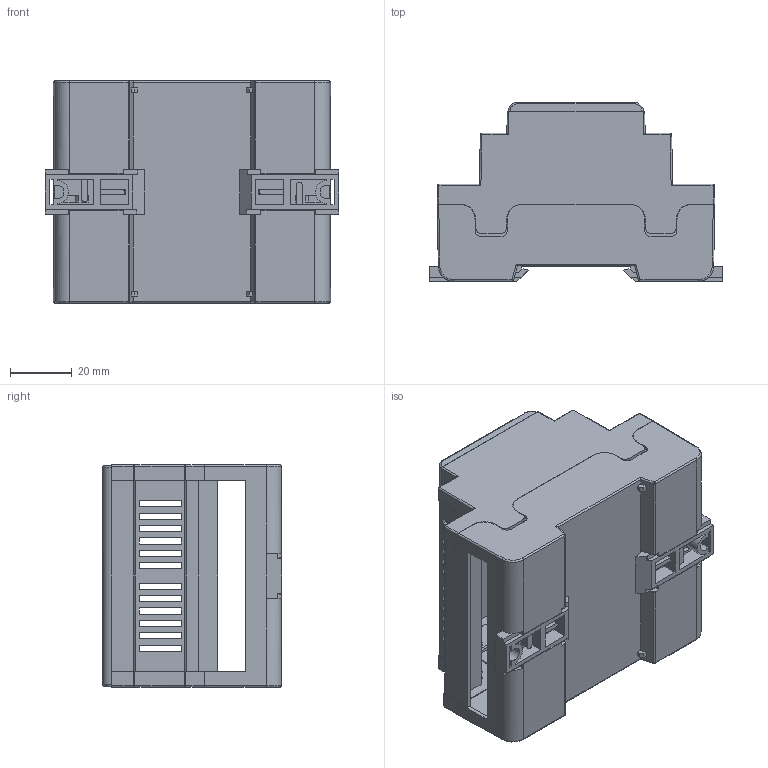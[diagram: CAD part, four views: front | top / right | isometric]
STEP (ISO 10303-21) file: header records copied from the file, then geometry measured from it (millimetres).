
FILE_DESCRIPTION (( 'STEP AP203' ), '1' );
FILE_NAME ('044934055.STEP', '2017-11-17T06:55:31', ( 'edv' ), ( 'Hewlett-Packard Company' ), 'SwSTEP 2.0', 'SolidWorks 2012', '' );
FILE_SCHEMA (( 'CONFIG_CONTROL_DESIGN' ));
Length unit declared in the file: centimetre
Products named in the file (5): 044934055; 044900400s; 044900300s; 044934011s; 044934056s
Assembly tree (6 placements, depth 2):
  044934055
    044934056s
    044934011s
    044900300s  x2
    044900400s  x2
Bounding box: 95 x 58 x 72 mm (x, y, z)
Volume: 48546.4 mm3; surface area: 69489.5 mm2
Topology: 6 solids, 6 shells, 1069 faces, 2946 edges, 1912 vertices
Faces by surface type: plane 909, cylinder 136, sphere 12, bspline 4, cone 4, torus 4
Entity records: 27368 total; most frequent: CARTESIAN_POINT 4966, ORIENTED_EDGE 4682, DIRECTION 4237, EDGE_CURVE 2341, LINE 2067, VECTOR 2067, VERTEX_POINT 1526, AXIS2_PLACEMENT_3D 1085
